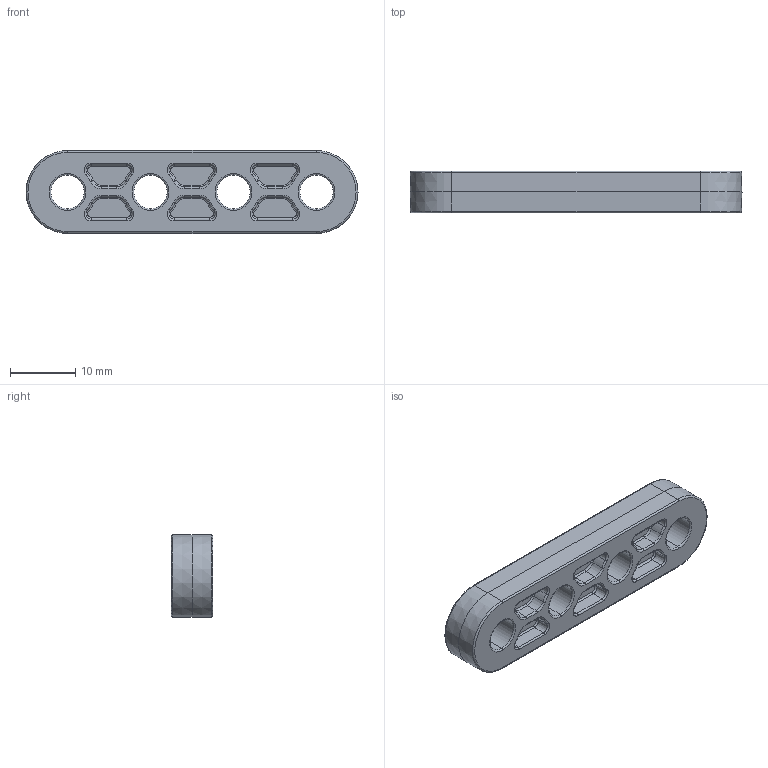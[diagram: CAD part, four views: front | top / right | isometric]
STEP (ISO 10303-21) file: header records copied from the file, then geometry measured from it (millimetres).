
FILE_DESCRIPTION (( 'STEP AP214' ), '1' );
FILE_NAME ('am-5011_1x4 RoBits 1×4 Beam.STEP', '2023-03-23T20:37:55', ( '' ), ( '' ), 'SwSTEP 2.0', 'SolidWorks 2022', '' );
FILE_SCHEMA (( 'AUTOMOTIVE_DESIGN' ));
Length unit declared in the file: inch
Products named in the file (1): am-5011_1x4 RoBits 1×4 Beam
Bounding box: 50.8 x 6.35 x 12.7 mm (x, y, z)
Volume: 2767 mm3; surface area: 2604.8 mm2
Topology: 1 solids, 1 shells, 342 faces, 764 edges, 436 vertices
Faces by surface type: torus 164, cone 76, cylinder 60, plane 42
Entity records: 9590 total; most frequent: DIRECTION 1996, CARTESIAN_POINT 1543, ORIENTED_EDGE 1528, AXIS2_PLACEMENT_3D 889, EDGE_CURVE 764, CIRCLE 546, VERTEX_POINT 436, EDGE_LOOP 362
